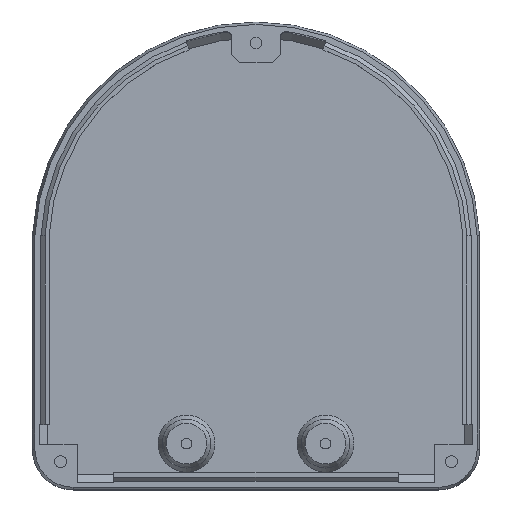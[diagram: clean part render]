
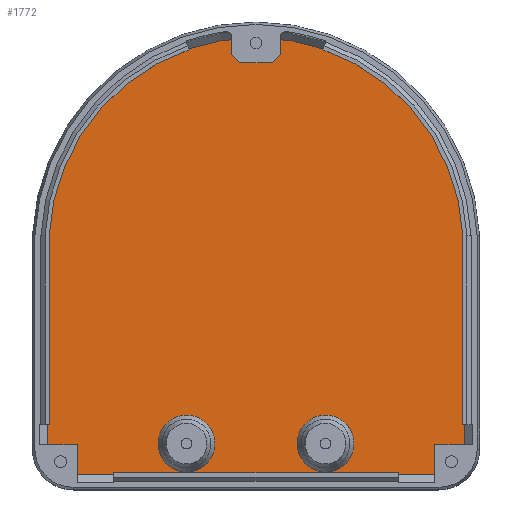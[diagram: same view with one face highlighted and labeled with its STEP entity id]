
A CAD part, top view. The second image highlights one B-rep face of the part: STEP entity #1772.
In plain terms, the highlighted planar face has unit normal (0, 0, 1).
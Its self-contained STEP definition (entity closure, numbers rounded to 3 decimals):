
#49=FACE_BOUND('',#261,.T.);
#50=FACE_BOUND('',#262,.T.);
#70=PLANE('',#1920);
#147=FACE_OUTER_BOUND('',#260,.T.);
#260=EDGE_LOOP('',(#1321,#1322,#1323,#1324,#1325,#1326));
#261=EDGE_LOOP('',(#1327));
#262=EDGE_LOOP('',(#1328));
#394=LINE('',#2740,#581);
#395=LINE('',#2744,#582);
#396=LINE('',#2748,#583);
#581=VECTOR('',#2182,10.);
#582=VECTOR('',#2185,10.);
#583=VECTOR('',#2188,10.);
#751=CIRCLE('',#1919,7.);
#752=CIRCLE('',#1921,6.2);
#753=CIRCLE('',#1922,6.2);
#754=CIRCLE('',#1923,51.258);
#755=CIRCLE('',#1924,7.);
#847=VERTEX_POINT('',#2734);
#848=VERTEX_POINT('',#2738);
#849=VERTEX_POINT('',#2739);
#850=VERTEX_POINT('',#2741);
#851=VERTEX_POINT('',#2743);
#852=VERTEX_POINT('',#2745);
#853=VERTEX_POINT('',#2747);
#854=VERTEX_POINT('',#2750);
#1021=EDGE_CURVE('',#847,#847,#751,.T.);
#1023=EDGE_CURVE('',#848,#849,#394,.T.);
#1024=EDGE_CURVE('',#850,#848,#752,.T.);
#1025=EDGE_CURVE('',#851,#850,#395,.T.);
#1026=EDGE_CURVE('',#852,#851,#753,.T.);
#1027=EDGE_CURVE('',#853,#852,#396,.T.);
#1028=EDGE_CURVE('',#849,#853,#754,.T.);
#1029=EDGE_CURVE('',#854,#854,#755,.T.);
#1321=ORIENTED_EDGE('',*,*,#1023,.F.);
#1322=ORIENTED_EDGE('',*,*,#1024,.F.);
#1323=ORIENTED_EDGE('',*,*,#1025,.F.);
#1324=ORIENTED_EDGE('',*,*,#1026,.F.);
#1325=ORIENTED_EDGE('',*,*,#1027,.F.);
#1326=ORIENTED_EDGE('',*,*,#1028,.F.);
#1327=ORIENTED_EDGE('',*,*,#1029,.F.);
#1328=ORIENTED_EDGE('',*,*,#1021,.F.);
#1772=ADVANCED_FACE('',(#147,#49,#50),#70,.T.);
#1919=AXIS2_PLACEMENT_3D('',#2735,#2177,#2178);
#1920=AXIS2_PLACEMENT_3D('',#2737,#2180,#2181);
#1921=AXIS2_PLACEMENT_3D('',#2742,#2183,#2184);
#1922=AXIS2_PLACEMENT_3D('',#2746,#2186,#2187);
#1923=AXIS2_PLACEMENT_3D('',#2749,#2189,#2190);
#1924=AXIS2_PLACEMENT_3D('',#2751,#2191,#2192);
#2177=DIRECTION('center_axis',(0.,0.,1.));
#2178=DIRECTION('ref_axis',(-1.,0.,0.));
#2180=DIRECTION('center_axis',(0.,0.,1.));
#2181=DIRECTION('ref_axis',(1.,0.,0.));
#2182=DIRECTION('',(0.,1.,0.));
#2183=DIRECTION('center_axis',(0.,0.,-1.));
#2184=DIRECTION('ref_axis',(-1.,0.,0.));
#2185=DIRECTION('',(-1.,0.,0.));
#2186=DIRECTION('center_axis',(0.,0.,-1.));
#2187=DIRECTION('ref_axis',(0.,-1.,0.));
#2188=DIRECTION('',(0.,-1.,0.));
#2189=DIRECTION('center_axis',(0.,0.,-1.));
#2190=DIRECTION('ref_axis',(0.999,0.046,0.));
#2191=DIRECTION('center_axis',(0.,0.,1.));
#2192=DIRECTION('ref_axis',(-1.,0.,0.));
#2734=CARTESIAN_POINT('',(44.9,11.4,1.8));
#2735=CARTESIAN_POINT('Origin',(37.9,11.4,1.8));
#2737=CARTESIAN_POINT('Origin',(55.,57.529,1.8));
#2738=CARTESIAN_POINT('',(3.8,10.,1.8));
#2739=CARTESIAN_POINT('',(3.8,62.441,1.8));
#2740=CARTESIAN_POINT('',(3.8,60.029,1.8));
#2741=CARTESIAN_POINT('',(10.,3.8,1.8));
#2742=CARTESIAN_POINT('Origin',(10.,10.,1.8));
#2743=CARTESIAN_POINT('',(100.,3.8,1.8));
#2744=CARTESIAN_POINT('',(32.5,3.8,1.8));
#2745=CARTESIAN_POINT('',(106.2,10.,1.8));
#2746=CARTESIAN_POINT('Origin',(100.,10.,1.8));
#2747=CARTESIAN_POINT('',(106.2,62.44,1.8));
#2748=CARTESIAN_POINT('',(106.2,33.765,1.8));
#2749=CARTESIAN_POINT('Origin',(55.,60.,1.8));
#2750=CARTESIAN_POINT('',(79.1,11.4,1.8));
#2751=CARTESIAN_POINT('Origin',(72.1,11.4,1.8));
